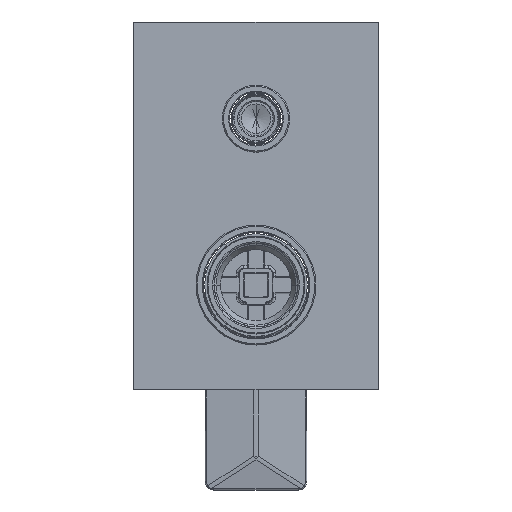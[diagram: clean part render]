
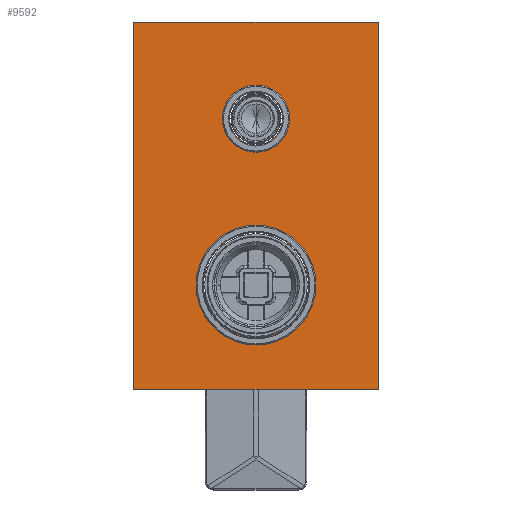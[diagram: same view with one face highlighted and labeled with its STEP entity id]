
A CAD part, front view. The second image highlights one B-rep face of the part: STEP entity #9592.
In plain terms, the highlighted face is planar.
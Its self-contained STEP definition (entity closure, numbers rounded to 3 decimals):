
#9429=CARTESIAN_POINT('',(0.,0.,0.));
#9430=DIRECTION('',(0.,0.,-1.));
#9431=DIRECTION('',(1.,0.,0.));
#9432=AXIS2_PLACEMENT_3D('',#9429,#9430,#9431);
#9434=CARTESIAN_POINT('',(0.,0.,0.));
#9435=DIRECTION('',(0.,0.,-1.));
#9436=DIRECTION('',(-1.,0.,0.));
#9437=AXIS2_PLACEMENT_3D('',#9434,#9435,#9436);
#9439=CARTESIAN_POINT('',(0.,68.,0.));
#9440=DIRECTION('',(0.,0.,-1.));
#9441=DIRECTION('',(1.,0.,0.));
#9442=AXIS2_PLACEMENT_3D('',#9439,#9440,#9441);
#9444=CARTESIAN_POINT('',(0.,68.,0.));
#9445=DIRECTION('',(0.,0.,-1.));
#9446=DIRECTION('',(-1.,0.,0.));
#9447=AXIS2_PLACEMENT_3D('',#9444,#9445,#9446);
#9449=DIRECTION('',(0.,-1.,0.));
#9450=VECTOR('',#9449,150.);
#9451=CARTESIAN_POINT('',(-50.,107.5,0.));
#9452=LINE('',#9451,#9450);
#9453=DIRECTION('',(1.,0.,0.));
#9454=VECTOR('',#9453,100.);
#9455=CARTESIAN_POINT('',(-50.,-42.5,0.));
#9456=LINE('',#9455,#9454);
#9457=DIRECTION('',(0.,1.,0.));
#9458=VECTOR('',#9457,150.);
#9459=CARTESIAN_POINT('',(50.,-42.5,0.));
#9460=LINE('',#9459,#9458);
#9461=DIRECTION('',(-1.,0.,0.));
#9462=VECTOR('',#9461,100.);
#9463=CARTESIAN_POINT('',(50.,107.5,0.));
#9464=LINE('',#9463,#9462);
#9533=CARTESIAN_POINT('',(21.5,0.,0.));
#9534=CARTESIAN_POINT('',(-21.5,0.,0.));
#9535=VERTEX_POINT('',#9533);
#9536=VERTEX_POINT('',#9534);
#9537=CARTESIAN_POINT('',(10.75,68.,0.));
#9538=CARTESIAN_POINT('',(-10.75,68.,0.));
#9539=VERTEX_POINT('',#9537);
#9540=VERTEX_POINT('',#9538);
#9541=CARTESIAN_POINT('',(-50.,107.5,0.));
#9542=CARTESIAN_POINT('',(-50.,-42.5,0.));
#9543=VERTEX_POINT('',#9541);
#9544=VERTEX_POINT('',#9542);
#9545=CARTESIAN_POINT('',(50.,-42.5,0.));
#9546=VERTEX_POINT('',#9545);
#9547=CARTESIAN_POINT('',(50.,107.5,0.));
#9548=VERTEX_POINT('',#9547);
#9565=CARTESIAN_POINT('',(0.,0.,0.));
#9566=DIRECTION('',(0.,0.,1.));
#9567=DIRECTION('',(1.,0.,0.));
#9568=AXIS2_PLACEMENT_3D('',#9565,#9566,#9567);
#9569=PLANE('',#9568);
#9571=ORIENTED_EDGE('',*,*,#9570,.T.);
#9573=ORIENTED_EDGE('',*,*,#9572,.T.);
#9575=ORIENTED_EDGE('',*,*,#9574,.T.);
#9577=ORIENTED_EDGE('',*,*,#9576,.T.);
#9578=EDGE_LOOP('',(#9571,#9573,#9575,#9577));
#9579=FACE_OUTER_BOUND('',#9578,.F.);
#9581=ORIENTED_EDGE('',*,*,#9580,.T.);
#9583=ORIENTED_EDGE('',*,*,#9582,.T.);
#9584=EDGE_LOOP('',(#9581,#9583));
#9585=FACE_BOUND('',#9584,.F.);
#9587=ORIENTED_EDGE('',*,*,#9586,.T.);
#9589=ORIENTED_EDGE('',*,*,#9588,.T.);
#9590=EDGE_LOOP('',(#9587,#9589));
#9591=FACE_BOUND('',#9590,.F.);
#9592=ADVANCED_FACE('',(#9579,#9585,#9591),#9569,.F.);
#9433=CIRCLE('',#9432,21.5);
#9438=CIRCLE('',#9437,21.5);
#9443=CIRCLE('',#9442,10.75);
#9448=CIRCLE('',#9447,10.75);
#9570=EDGE_CURVE('',#9543,#9544,#9452,.T.);
#9572=EDGE_CURVE('',#9544,#9546,#9456,.T.);
#9574=EDGE_CURVE('',#9546,#9548,#9460,.T.);
#9576=EDGE_CURVE('',#9548,#9543,#9464,.T.);
#9580=EDGE_CURVE('',#9539,#9540,#9443,.T.);
#9582=EDGE_CURVE('',#9540,#9539,#9448,.T.);
#9586=EDGE_CURVE('',#9535,#9536,#9433,.T.);
#9588=EDGE_CURVE('',#9536,#9535,#9438,.T.);
